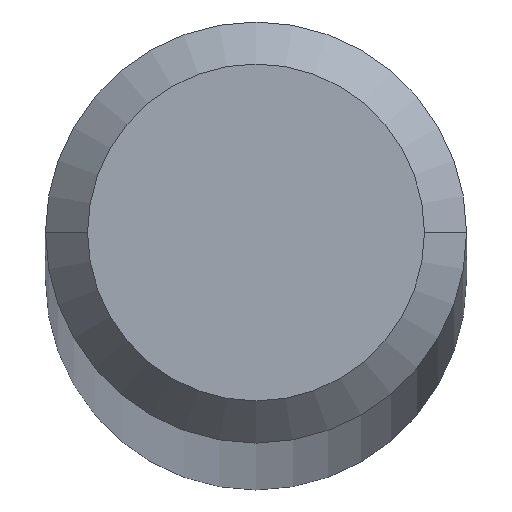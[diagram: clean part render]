
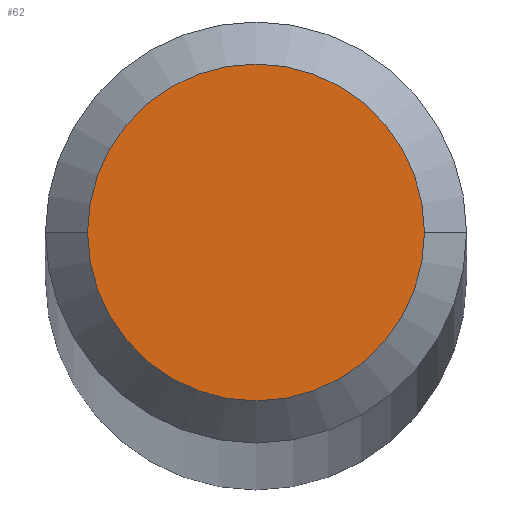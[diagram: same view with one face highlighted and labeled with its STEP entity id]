
A CAD part, top view. The second image highlights one B-rep face of the part: STEP entity #62.
In plain terms, the highlighted planar face has unit normal (0, 0, 1).
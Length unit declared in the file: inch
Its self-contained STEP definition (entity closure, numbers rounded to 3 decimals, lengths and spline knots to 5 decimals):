
#7 = AXIS2_PLACEMENT_3D ( 'NONE', #126, #129, #130 ) ;
#8 = EDGE_CURVE ( 'NONE', #198, #187, #111, .T. ) ;
#12 = AXIS2_PLACEMENT_3D ( 'NONE', #248, #249, #250 ) ;
#22 = AXIS2_PLACEMENT_3D ( 'NONE', #34, #35, #36 ) ;
#34 = CARTESIAN_POINT ( 'NONE',  ( 0., 0., 6. ) ) ;
#35 = DIRECTION ( 'NONE',  ( 0., 0., 1. ) ) ;
#36 = DIRECTION ( 'NONE',  ( 1., 0., 0. ) ) ;
#52 = EDGE_CURVE ( 'NONE', #187, #198, #71, .T. ) ;
#62 = ADVANCED_FACE ( 'NONE', ( #93 ), #128, .T. ) ;
#71 = CIRCLE ( 'NONE', #12, 0.075 ) ;
#86 = ORIENTED_EDGE ( 'NONE', *, *, #8, .T. ) ;
#93 = FACE_OUTER_BOUND ( 'NONE', #194, .T. ) ;
#94 = ORIENTED_EDGE ( 'NONE', *, *, #52, .T. ) ;
#111 = CIRCLE ( 'NONE', #22, 0.075 ) ;
#126 = CARTESIAN_POINT ( 'NONE',  ( 0., 0., 6. ) ) ;
#128 = PLANE ( 'NONE',  #7 ) ;
#129 = DIRECTION ( 'NONE',  ( 0., 0., 1. ) ) ;
#130 = DIRECTION ( 'NONE',  ( 1., 0., 0. ) ) ;
#187 = VERTEX_POINT ( 'NONE', #241 ) ;
#194 = EDGE_LOOP ( 'NONE', ( #86, #94 ) ) ;
#198 = VERTEX_POINT ( 'NONE', #242 ) ;
#241 = CARTESIAN_POINT ( 'NONE',  ( 0.075, 0., 6. ) ) ;
#242 = CARTESIAN_POINT ( 'NONE',  ( -0.075, 0., 6. ) ) ;
#248 = CARTESIAN_POINT ( 'NONE',  ( 0., 0., 6. ) ) ;
#249 = DIRECTION ( 'NONE',  ( 0., 0., 1. ) ) ;
#250 = DIRECTION ( 'NONE',  ( 1., 0., 0. ) ) ;
